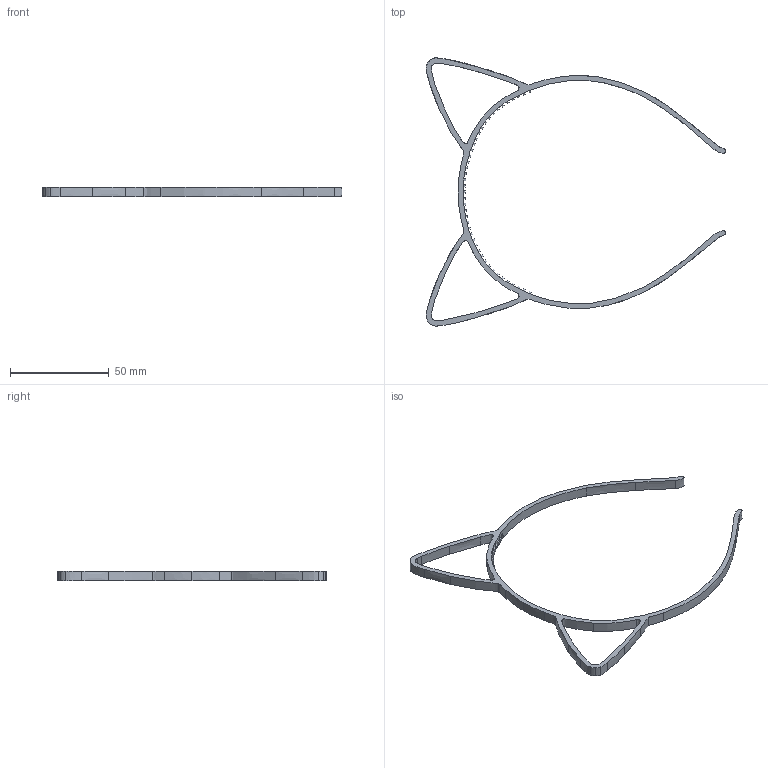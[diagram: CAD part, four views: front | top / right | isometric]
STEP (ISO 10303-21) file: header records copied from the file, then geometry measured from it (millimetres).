
FILE_DESCRIPTION(/* description */ (''),/* implementation_level */ '2;1');
FILE_NAME(/* name */ 'catears-clean.step',/* time_stamp */ '2023-10-07T19:41:29+02:00',/* author */ (''),/* organization */ (''),/* preprocessor_version */ 'ST-DEVELOPER v20',/* originating_system */ 'Autodesk Translation Framework v12.14.0.127',/* authorisation */ '');
FILE_SCHEMA (('AUTOMOTIVE_DESIGN { 1 0 10303 214 3 1 1 }'));
Length unit declared in the file: millimetre
Products named in the file (1): catears-clean
Bounding box: 151.71 x 135.84 x 5 mm (x, y, z)
Volume: 6864.2 mm3; surface area: 8369.6 mm2
Topology: 1 solids, 1 shells, 290 faces, 744 edges, 496 vertices
Faces by surface type: plane 218, bspline 72
Entity records: 9775 total; most frequent: CARTESIAN_POINT 3657, ORIENTED_EDGE 1488, DIRECTION 860, EDGE_CURVE 744, VERTEX_POINT 496, LINE 422, VECTOR 422, EDGE_LOOP 334
